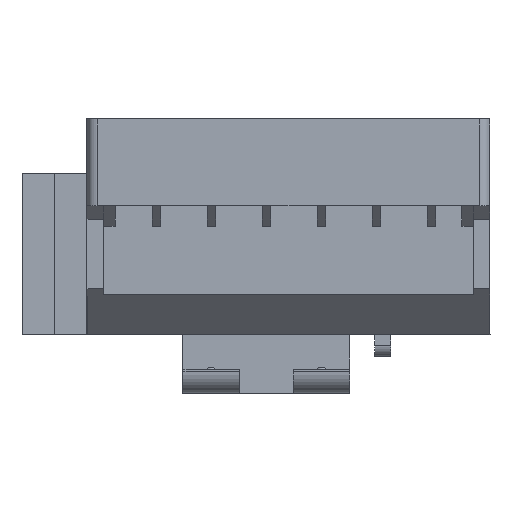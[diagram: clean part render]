
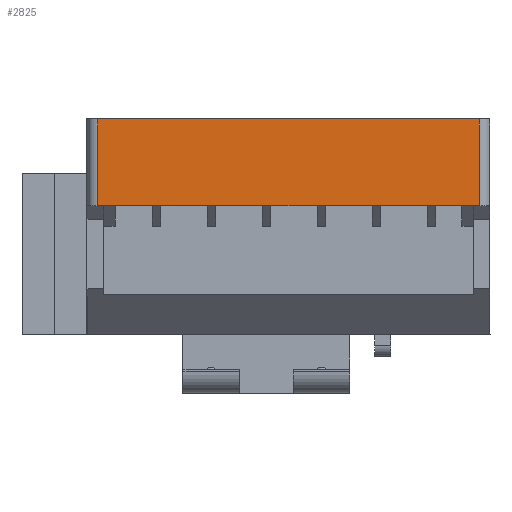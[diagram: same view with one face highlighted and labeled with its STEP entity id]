
A CAD part, left-side view. The second image highlights one B-rep face of the part: STEP entity #2825.
In plain terms, the highlighted planar face has unit normal (-1, 0, 0).
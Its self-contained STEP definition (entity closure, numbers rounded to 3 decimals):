
#1873=FACE_OUTER_BOUND('',#4863,.T.);
#2825=ADVANCED_FACE('',(#1873),#3700,.F.);
#3700=PLANE('',#22707);
#4863=EDGE_LOOP('',(#9762,#9763,#9764,#9765));
#9762=ORIENTED_EDGE('',*,*,#14691,.F.);
#9763=ORIENTED_EDGE('',*,*,#14689,.F.);
#9764=ORIENTED_EDGE('',*,*,#14073,.F.);
#9765=ORIENTED_EDGE('',*,*,#14693,.T.);
#11781=VERTEX_POINT('',#32925);
#11782=VERTEX_POINT('',#32926);
#12073=VERTEX_POINT('',#34216);
#12074=VERTEX_POINT('',#34220);
#14073=EDGE_CURVE('',#11781,#11782,#17807,.T.);
#14689=EDGE_CURVE('',#11782,#12073,#18351,.T.);
#14691=EDGE_CURVE('',#12073,#12074,#18352,.T.);
#14693=EDGE_CURVE('',#11781,#12074,#18353,.T.);
#17807=LINE('',#32924,#20207);
#18351=LINE('',#34215,#20751);
#18352=LINE('',#34219,#20752);
#18353=LINE('',#34223,#20753);
#20207=VECTOR('',#26007,1.);
#20751=VECTOR('',#27333,1.);
#20752=VECTOR('',#27338,1.);
#20753=VECTOR('',#27343,1.);
#22707=AXIS2_PLACEMENT_3D('',#34224,#27344,#27345);
#26007=DIRECTION('',(0.,0.,-1.));
#27333=DIRECTION('',(0.,1.,0.));
#27338=DIRECTION('',(0.,0.,1.));
#27343=DIRECTION('',(0.,1.,0.));
#27344=DIRECTION('',(1.,0.,0.));
#27345=DIRECTION('',(0.,1.,0.));
#32924=CARTESIAN_POINT('',(-50.781,-17.6,19.3));
#32925=CARTESIAN_POINT('',(-50.781,-17.6,19.9));
#32926=CARTESIAN_POINT('',(-50.781,-17.6,11.9));
#34215=CARTESIAN_POINT('',(-50.781,-18.7,11.9));
#34216=CARTESIAN_POINT('',(-50.781,17.6,11.9));
#34219=CARTESIAN_POINT('',(-50.781,17.6,12.5));
#34220=CARTESIAN_POINT('',(-50.781,17.6,19.9));
#34223=CARTESIAN_POINT('',(-50.781,-18.7,19.9));
#34224=CARTESIAN_POINT('',(-50.781,-18.7,12.29));
